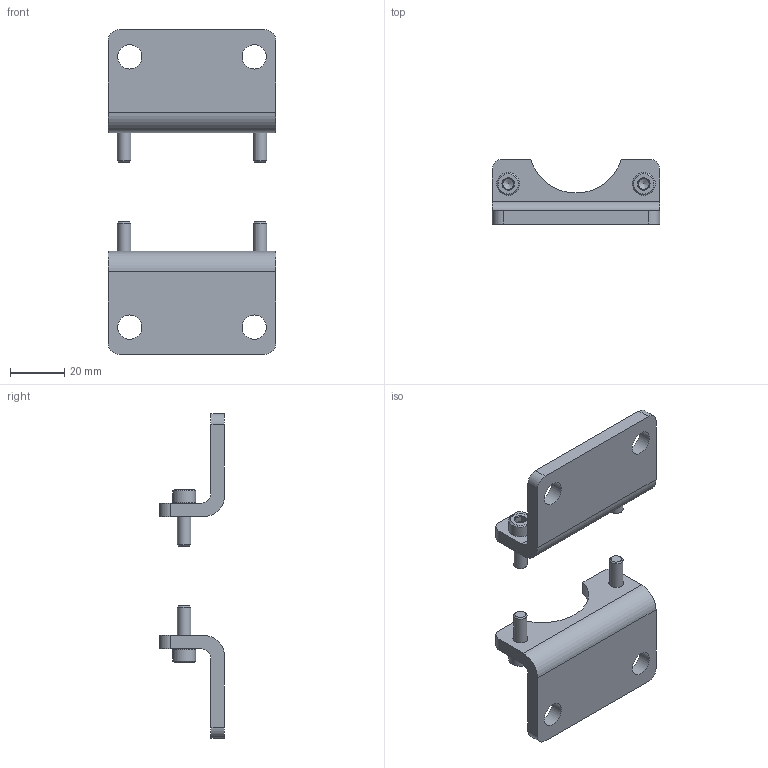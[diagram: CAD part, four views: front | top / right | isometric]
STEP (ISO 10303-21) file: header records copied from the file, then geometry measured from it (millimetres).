
FILE_DESCRIPTION(/* description */ ('STEP AP214'),/* implementation_level */ '2;1');
FILE_NAME(/* name */ '14876_HZB-40',/* time_stamp */ '2024-08-28T17:08:06+02:00',/* author */ ('License CC BY-ND 4.0'),/* organization */ ('CADENAS'),/* preprocessor_version */ 'ST-DEVELOPER v19.3',/* originating_system */ 'PARTsolutions',/* authorisation */ ' ');
FILE_SCHEMA (('AUTOMOTIVE_DESIGN {1 0 10303 214 3 1 1}'));
Length unit declared in the file: millimetre
Products named in the file (3): 14876 HZB-40---(100); 14876 HZB-40---(P1); DIN-912 - M5x16(F)
Assembly tree (6 placements, depth 2):
  14876 HZB-40---(100)
    14876 HZB-40---(P1)  x2
    DIN-912 - M5x16(F)  x4
Bounding box: 62 x 24 x 120 mm (x, y, z)
Volume: 31418.8 mm3; surface area: 16935.7 mm2
Topology: 6 solids, 6 shells, 152 faces, 328 edges, 192 vertices
Faces by surface type: plane 78, cone 44, cylinder 30
Full cylindrical faces by diameter (mm): 5 x4, 5.5 x4, 8.5 x4, 9 x4
Entity records: 1384 total; most frequent: DIRECTION 240, CARTESIAN_POINT 236, ORIENTED_EDGE 188, AXIS2_PLACEMENT_3D 97, EDGE_CURVE 94, FACE_BOUND 69, EDGE_LOOP 68, VERTEX_POINT 63
